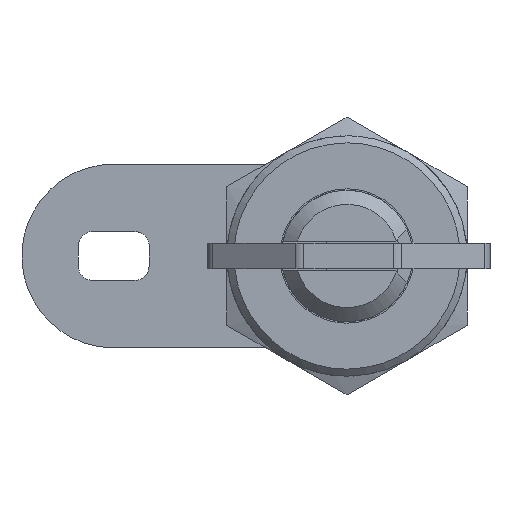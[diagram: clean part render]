
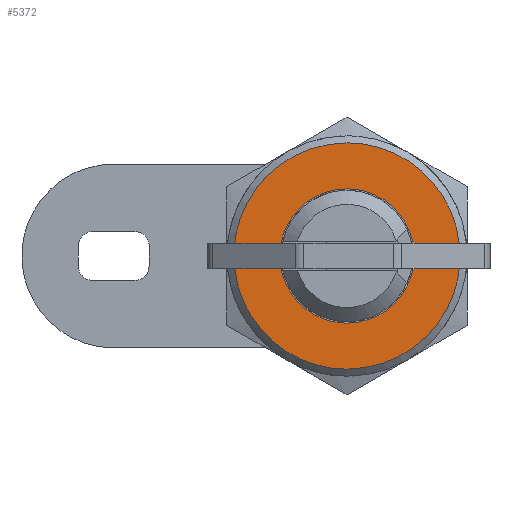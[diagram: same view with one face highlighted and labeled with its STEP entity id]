
A CAD part, front view. The second image highlights one B-rep face of the part: STEP entity #5372.
In plain terms, the highlighted free-form (B-spline) face has degree [1, 1] with [2, 2] control points.
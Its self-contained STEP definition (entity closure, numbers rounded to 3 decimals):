
#2879=CARTESIAN_POINT('',(0.,-4.717,-0.561));
#2880=VERTEX_POINT('',#2879);
#2881=CARTESIAN_POINT('',(0.,0.0,4.75));
#2882=VERTEX_POINT('',#2881);
#2883=CARTESIAN_POINT('',(0.,-4.717,-0.561));
#2884=CARTESIAN_POINT('',(0.,-4.75,-0.281));
#2885=CARTESIAN_POINT('',(0.,-4.75,0.));
#2886=CARTESIAN_POINT('',(0.,-4.75,4.75));
#2887=CARTESIAN_POINT('',(0.,0.0,4.75));
#2895=(BOUNDED_CURVE()B_SPLINE_CURVE(2,(#2883,#2884,#2885,#2886,#2887),.UNSPECIFIED.,.F.,.U.)B_SPLINE_CURVE_WITH_KNOTS((3,2,3),(0.23,0.25,0.5),.UNSPECIFIED.)CURVE()GEOMETRIC_REPRESENTATION_ITEM()RATIONAL_B_SPLINE_CURVE((0.956,0.976,1.0,0.707,1.0))REPRESENTATION_ITEM(''));
#2896=EDGE_CURVE('',#2880,#2882,#2895,.T.);
#2898=CARTESIAN_POINT('',(0.,4.741,0.29));
#2899=VERTEX_POINT('',#2898);
#2900=CARTESIAN_POINT('',(0.,0.0,4.75));
#2901=CARTESIAN_POINT('',(0.,4.468,4.75));
#2902=CARTESIAN_POINT('',(0.,4.741,0.29));
#2910=(BOUNDED_CURVE()B_SPLINE_CURVE(2,(#2900,#2901,#2902),.UNSPECIFIED.,.F.,.U.)B_SPLINE_CURVE_WITH_KNOTS((3,3),(0.5,0.739),.UNSPECIFIED.)CURVE()GEOMETRIC_REPRESENTATION_ITEM()RATIONAL_B_SPLINE_CURVE((1.0,0.72,0.976))REPRESENTATION_ITEM(''));
#2911=EDGE_CURVE('',#2882,#2899,#2910,.T.);
#2978=CARTESIAN_POINT('',(0.,0.0,-4.75));
#2979=VERTEX_POINT('',#2978);
#2980=CARTESIAN_POINT('',(0.,0.0,-4.75));
#2981=CARTESIAN_POINT('',(0.,-4.219,-4.75));
#2982=CARTESIAN_POINT('',(0.,-4.717,-0.561));
#2990=(BOUNDED_CURVE()B_SPLINE_CURVE(2,(#2980,#2981,#2982),.UNSPECIFIED.,.F.,.U.)B_SPLINE_CURVE_WITH_KNOTS((3,3),(0.0,0.23),.UNSPECIFIED.)CURVE()GEOMETRIC_REPRESENTATION_ITEM()RATIONAL_B_SPLINE_CURVE((1.0,0.731,0.956))REPRESENTATION_ITEM(''));
#2991=EDGE_CURVE('',#2979,#2880,#2990,.T.);
#3025=CARTESIAN_POINT('',(0.,4.741,0.29));
#3026=CARTESIAN_POINT('',(0.,4.75,0.145));
#3027=CARTESIAN_POINT('',(0.,4.75,0.));
#3028=CARTESIAN_POINT('',(0.,4.75,-4.75));
#3029=CARTESIAN_POINT('',(0.,0.0,-4.75));
#3037=(BOUNDED_CURVE()B_SPLINE_CURVE(2,(#3025,#3026,#3027,#3028,#3029),.UNSPECIFIED.,.F.,.U.)B_SPLINE_CURVE_WITH_KNOTS((3,2,3),(0.739,0.75,1.0),.UNSPECIFIED.)CURVE()GEOMETRIC_REPRESENTATION_ITEM()RATIONAL_B_SPLINE_CURVE((0.976,0.988,1.0,0.707,1.0))REPRESENTATION_ITEM(''));
#3038=EDGE_CURVE('',#2899,#2979,#3037,.T.);
#3408=CARTESIAN_POINT('',(0.,0.,8.));
#3409=VERTEX_POINT('',#3408);
#3410=CARTESIAN_POINT('',(0.,7.975,0.628));
#3411=VERTEX_POINT('',#3410);
#3412=CARTESIAN_POINT('',(0.,0.,8.));
#3413=CARTESIAN_POINT('',(0.,7.395,8.));
#3414=CARTESIAN_POINT('',(0.,7.975,0.628));
#3422=(BOUNDED_CURVE()B_SPLINE_CURVE(2,(#3412,#3413,#3414),.UNSPECIFIED.,.F.,.U.)B_SPLINE_CURVE_WITH_KNOTS((3,3),(0.0,0.236),.UNSPECIFIED.)CURVE()GEOMETRIC_REPRESENTATION_ITEM()RATIONAL_B_SPLINE_CURVE((1.0,0.723,0.97))REPRESENTATION_ITEM(''));
#3423=EDGE_CURVE('',#3409,#3411,#3422,.T.);
#3425=CARTESIAN_POINT('',(0.,-7.975,-0.628));
#3426=VERTEX_POINT('',#3425);
#3427=CARTESIAN_POINT('',(0.,-7.975,-0.628));
#3428=CARTESIAN_POINT('',(0.,-8.,-0.314));
#3429=CARTESIAN_POINT('',(0.,-8.,0.0));
#3430=CARTESIAN_POINT('',(0.,-8.,8.));
#3431=CARTESIAN_POINT('',(0.,0.,8.));
#3439=(BOUNDED_CURVE()B_SPLINE_CURVE(2,(#3427,#3428,#3429,#3430,#3431),.UNSPECIFIED.,.F.,.U.)B_SPLINE_CURVE_WITH_KNOTS((3,2,3),(0.736,0.75,1.0),.UNSPECIFIED.)CURVE()GEOMETRIC_REPRESENTATION_ITEM()RATIONAL_B_SPLINE_CURVE((0.97,0.984,1.0,0.707,1.0))REPRESENTATION_ITEM(''));
#3440=EDGE_CURVE('',#3426,#3409,#3439,.T.);
#3480=CARTESIAN_POINT('',(0.,0.,-8.));
#3481=VERTEX_POINT('',#3480);
#3482=CARTESIAN_POINT('',(0.,7.975,0.628));
#3483=CARTESIAN_POINT('',(0.,8.,0.314));
#3484=CARTESIAN_POINT('',(0.,8.,0.0));
#3485=CARTESIAN_POINT('',(0.,8.,-8.));
#3486=CARTESIAN_POINT('',(0.,0.,-8.));
#3494=(BOUNDED_CURVE()B_SPLINE_CURVE(2,(#3482,#3483,#3484,#3485,#3486),.UNSPECIFIED.,.F.,.U.)B_SPLINE_CURVE_WITH_KNOTS((3,2,3),(0.236,0.25,0.5),.UNSPECIFIED.)CURVE()GEOMETRIC_REPRESENTATION_ITEM()RATIONAL_B_SPLINE_CURVE((0.97,0.984,1.0,0.707,1.0))REPRESENTATION_ITEM(''));
#3495=EDGE_CURVE('',#3411,#3481,#3494,.T.);
#3501=CARTESIAN_POINT('',(0.,0.,-8.));
#3502=CARTESIAN_POINT('',(0.,-7.395,-8.));
#3503=CARTESIAN_POINT('',(0.,-7.975,-0.628));
#3511=(BOUNDED_CURVE()B_SPLINE_CURVE(2,(#3501,#3502,#3503),.UNSPECIFIED.,.F.,.U.)B_SPLINE_CURVE_WITH_KNOTS((3,3),(0.5,0.736),.UNSPECIFIED.)CURVE()GEOMETRIC_REPRESENTATION_ITEM()RATIONAL_B_SPLINE_CURVE((1.0,0.723,0.97))REPRESENTATION_ITEM(''));
#3512=EDGE_CURVE('',#3481,#3426,#3511,.T.);
#5355=CARTESIAN_POINT('',(0.,-8.797,8.799));
#5356=CARTESIAN_POINT('',(0.,-8.797,-8.799));
#5357=CARTESIAN_POINT('',(0.,8.797,8.799));
#5358=CARTESIAN_POINT('',(0.,8.797,-8.799));
#5359=B_SPLINE_SURFACE_WITH_KNOTS('',1,1,((#5355,#5357),(#5356,#5358)),.UNSPECIFIED.,.F.,.F.,.U.,(2,2),(2,2),(0.0,17.598),(0.0,17.594),.UNSPECIFIED.);
#5360=ORIENTED_EDGE('',*,*,#3423,.T.);
#5361=ORIENTED_EDGE('',*,*,#3495,.T.);
#5362=ORIENTED_EDGE('',*,*,#3512,.T.);
#5363=ORIENTED_EDGE('',*,*,#3440,.T.);
#5364=EDGE_LOOP('',(#5360,#5361,#5362,#5363));
#5365=FACE_OUTER_BOUND('',#5364,.T.);
#5366=ORIENTED_EDGE('',*,*,#2911,.F.);
#5367=ORIENTED_EDGE('',*,*,#2896,.F.);
#5368=ORIENTED_EDGE('',*,*,#2991,.F.);
#5369=ORIENTED_EDGE('',*,*,#3038,.F.);
#5370=EDGE_LOOP('',(#5366,#5367,#5368,#5369));
#5371=FACE_BOUND('',#5370,.T.);
#5372=ADVANCED_FACE('',(#5365,#5371),#5359,.F.);
